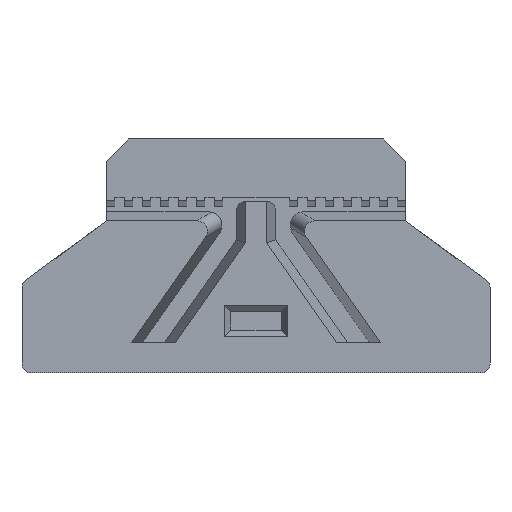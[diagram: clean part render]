
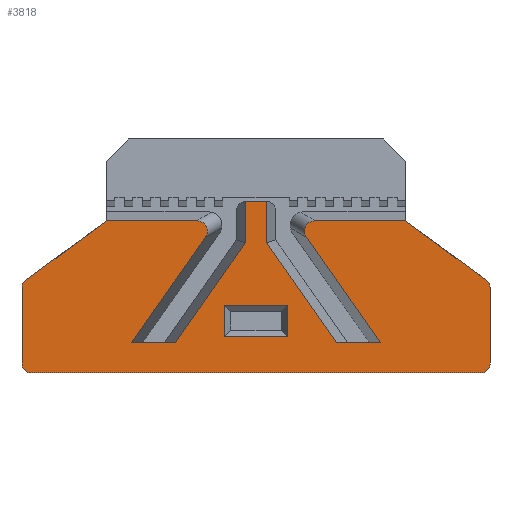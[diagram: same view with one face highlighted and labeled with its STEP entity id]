
A CAD part, front view. The second image highlights one B-rep face of the part: STEP entity #3818.
In plain terms, the highlighted planar face has unit normal (0, -1, 0).
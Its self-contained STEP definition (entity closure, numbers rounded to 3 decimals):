
#25=FACE_BOUND('',#395,.T.);
#40=CIRCLE('',#4062,1.);
#41=CIRCLE('',#4063,1.);
#42=CIRCLE('',#4064,1.);
#43=CIRCLE('',#4065,1.);
#69=ELLIPSE('',#4061,1.335,1.2);
#70=ELLIPSE('',#4066,1.335,1.2);
#180=FACE_OUTER_BOUND('',#394,.T.);
#394=EDGE_LOOP('',(#2724,#2725,#2726,#2727,#2728,#2729,#2730,#2731,#2732,
#2733,#2734,#2735,#2736,#2737,#2738,#2739,#2740,#2741,#2742,#2743,#2744,
#2745));
#395=EDGE_LOOP('',(#2746,#2747,#2748,#2749));
#671=LINE('',#5559,#1168);
#675=LINE('',#5567,#1172);
#680=LINE('',#5576,#1177);
#681=LINE('',#5578,#1178);
#691=LINE('',#5603,#1188);
#692=LINE('',#5605,#1189);
#693=LINE('',#5609,#1190);
#694=LINE('',#5613,#1191);
#695=LINE('',#5617,#1192);
#696=LINE('',#5621,#1193);
#697=LINE('',#5623,#1194);
#698=LINE('',#5627,#1195);
#699=LINE('',#5629,#1196);
#700=LINE('',#5631,#1197);
#701=LINE('',#5633,#1198);
#702=LINE('',#5635,#1199);
#703=LINE('',#5637,#1200);
#704=LINE('',#5639,#1201);
#705=LINE('',#5641,#1202);
#706=LINE('',#5642,#1203);
#1168=VECTOR('',#4501,10.);
#1172=VECTOR('',#4507,10.);
#1177=VECTOR('',#4514,10.);
#1178=VECTOR('',#4517,10.);
#1188=VECTOR('',#4537,10.);
#1189=VECTOR('',#4538,10.);
#1190=VECTOR('',#4541,10.);
#1191=VECTOR('',#4544,10.);
#1192=VECTOR('',#4547,10.);
#1193=VECTOR('',#4550,10.);
#1194=VECTOR('',#4551,10.);
#1195=VECTOR('',#4554,10.);
#1196=VECTOR('',#4555,10.);
#1197=VECTOR('',#4556,10.);
#1198=VECTOR('',#4557,10.);
#1199=VECTOR('',#4558,10.);
#1200=VECTOR('',#4559,10.);
#1201=VECTOR('',#4560,10.);
#1202=VECTOR('',#4561,10.);
#1203=VECTOR('',#4562,10.);
#1636=VERTEX_POINT('',#5557);
#1637=VERTEX_POINT('',#5558);
#1640=VERTEX_POINT('',#5566);
#1643=VERTEX_POINT('',#5574);
#1651=VERTEX_POINT('',#5599);
#1652=VERTEX_POINT('',#5600);
#1653=VERTEX_POINT('',#5602);
#1654=VERTEX_POINT('',#5604);
#1655=VERTEX_POINT('',#5606);
#1656=VERTEX_POINT('',#5608);
#1657=VERTEX_POINT('',#5610);
#1658=VERTEX_POINT('',#5612);
#1659=VERTEX_POINT('',#5614);
#1660=VERTEX_POINT('',#5616);
#1661=VERTEX_POINT('',#5618);
#1662=VERTEX_POINT('',#5620);
#1663=VERTEX_POINT('',#5622);
#1664=VERTEX_POINT('',#5624);
#1665=VERTEX_POINT('',#5626);
#1666=VERTEX_POINT('',#5628);
#1667=VERTEX_POINT('',#5630);
#1668=VERTEX_POINT('',#5632);
#1669=VERTEX_POINT('',#5634);
#1670=VERTEX_POINT('',#5636);
#1671=VERTEX_POINT('',#5638);
#1672=VERTEX_POINT('',#5640);
#2035=EDGE_CURVE('',#1636,#1637,#671,.T.);
#2039=EDGE_CURVE('',#1637,#1640,#675,.T.);
#2044=EDGE_CURVE('',#1643,#1636,#680,.T.);
#2045=EDGE_CURVE('',#1640,#1643,#681,.T.);
#2056=EDGE_CURVE('',#1651,#1652,#69,.T.);
#2057=EDGE_CURVE('',#1653,#1651,#691,.T.);
#2058=EDGE_CURVE('',#1653,#1654,#692,.T.);
#2059=EDGE_CURVE('',#1655,#1654,#40,.T.);
#2060=EDGE_CURVE('',#1656,#1655,#693,.T.);
#2061=EDGE_CURVE('',#1657,#1656,#41,.T.);
#2062=EDGE_CURVE('',#1658,#1657,#694,.T.);
#2063=EDGE_CURVE('',#1659,#1658,#42,.T.);
#2064=EDGE_CURVE('',#1659,#1660,#695,.T.);
#2065=EDGE_CURVE('',#1661,#1660,#43,.T.);
#2066=EDGE_CURVE('',#1662,#1661,#696,.T.);
#2067=EDGE_CURVE('',#1663,#1662,#697,.T.);
#2068=EDGE_CURVE('',#1664,#1663,#70,.T.);
#2069=EDGE_CURVE('',#1665,#1664,#698,.T.);
#2070=EDGE_CURVE('',#1665,#1666,#699,.T.);
#2071=EDGE_CURVE('',#1667,#1666,#700,.T.);
#2072=EDGE_CURVE('',#1668,#1667,#701,.T.);
#2073=EDGE_CURVE('',#1668,#1669,#702,.T.);
#2074=EDGE_CURVE('',#1670,#1669,#703,.T.);
#2075=EDGE_CURVE('',#1671,#1670,#704,.T.);
#2076=EDGE_CURVE('',#1671,#1672,#705,.T.);
#2077=EDGE_CURVE('',#1652,#1672,#706,.T.);
#2724=ORIENTED_EDGE('',*,*,#2056,.F.);
#2725=ORIENTED_EDGE('',*,*,#2057,.F.);
#2726=ORIENTED_EDGE('',*,*,#2058,.T.);
#2727=ORIENTED_EDGE('',*,*,#2059,.F.);
#2728=ORIENTED_EDGE('',*,*,#2060,.F.);
#2729=ORIENTED_EDGE('',*,*,#2061,.F.);
#2730=ORIENTED_EDGE('',*,*,#2062,.F.);
#2731=ORIENTED_EDGE('',*,*,#2063,.F.);
#2732=ORIENTED_EDGE('',*,*,#2064,.T.);
#2733=ORIENTED_EDGE('',*,*,#2065,.F.);
#2734=ORIENTED_EDGE('',*,*,#2066,.F.);
#2735=ORIENTED_EDGE('',*,*,#2067,.F.);
#2736=ORIENTED_EDGE('',*,*,#2068,.F.);
#2737=ORIENTED_EDGE('',*,*,#2069,.F.);
#2738=ORIENTED_EDGE('',*,*,#2070,.T.);
#2739=ORIENTED_EDGE('',*,*,#2071,.F.);
#2740=ORIENTED_EDGE('',*,*,#2072,.F.);
#2741=ORIENTED_EDGE('',*,*,#2073,.T.);
#2742=ORIENTED_EDGE('',*,*,#2074,.F.);
#2743=ORIENTED_EDGE('',*,*,#2075,.F.);
#2744=ORIENTED_EDGE('',*,*,#2076,.T.);
#2745=ORIENTED_EDGE('',*,*,#2077,.F.);
#2746=ORIENTED_EDGE('',*,*,#2035,.F.);
#2747=ORIENTED_EDGE('',*,*,#2044,.F.);
#2748=ORIENTED_EDGE('',*,*,#2045,.F.);
#2749=ORIENTED_EDGE('',*,*,#2039,.F.);
#3635=PLANE('',#4060);
#3818=ADVANCED_FACE('',(#180,#25),#3635,.T.);
#4060=AXIS2_PLACEMENT_3D('',#5598,#4533,#4534);
#4061=AXIS2_PLACEMENT_3D('',#5601,#4535,#4536);
#4062=AXIS2_PLACEMENT_3D('',#5607,#4539,#4540);
#4063=AXIS2_PLACEMENT_3D('',#5611,#4542,#4543);
#4064=AXIS2_PLACEMENT_3D('',#5615,#4545,#4546);
#4065=AXIS2_PLACEMENT_3D('',#5619,#4548,#4549);
#4066=AXIS2_PLACEMENT_3D('',#5625,#4552,#4553);
#4501=DIRECTION('',(-1.,0.,0.));
#4507=DIRECTION('',(0.,0.,-1.));
#4514=DIRECTION('',(0.,0.,1.));
#4517=DIRECTION('',(1.,0.,0.));
#4533=DIRECTION('center_axis',(0.,-1.,0.));
#4534=DIRECTION('ref_axis',(1.,0.,0.));
#4535=DIRECTION('center_axis',(0.,1.,0.));
#4536=DIRECTION('ref_axis',(0.859,0.,0.512));
#4537=DIRECTION('',(1.,0.,0.));
#4538=DIRECTION('',(-0.806,0.,-0.592));
#4539=DIRECTION('center_axis',(0.,1.,0.));
#4540=DIRECTION('ref_axis',(-0.892,0.,0.452));
#4541=DIRECTION('',(0.,0.,1.));
#4542=DIRECTION('center_axis',(0.,1.,0.));
#4543=DIRECTION('ref_axis',(-0.707,0.,-0.707));
#4544=DIRECTION('',(-1.,0.,0.));
#4545=DIRECTION('center_axis',(0.,1.,0.));
#4546=DIRECTION('ref_axis',(0.707,0.,-0.707));
#4547=DIRECTION('',(0.,0.,1.));
#4548=DIRECTION('center_axis',(0.,1.,0.));
#4549=DIRECTION('ref_axis',(0.892,0.,0.452));
#4550=DIRECTION('',(0.806,0.,-0.592));
#4551=DIRECTION('',(1.,0.,0.));
#4552=DIRECTION('center_axis',(0.,1.,0.));
#4553=DIRECTION('ref_axis',(-0.859,0.,0.512));
#4554=DIRECTION('',(-0.574,0.,0.819));
#4555=DIRECTION('',(-1.,0.,0.));
#4556=DIRECTION('',(0.574,0.,-0.819));
#4557=DIRECTION('',(0.,0.,-1.));
#4558=DIRECTION('',(-1.,0.,0.));
#4559=DIRECTION('',(0.,0.,1.));
#4560=DIRECTION('',(0.574,0.,0.819));
#4561=DIRECTION('',(-1.,0.,0.));
#4562=DIRECTION('',(-0.574,0.,-0.819));
#5557=CARTESIAN_POINT('',(23.,-5.5,7.55));
#5558=CARTESIAN_POINT('',(16.,-5.5,7.55));
#5559=CARTESIAN_POINT('',(9.8,-5.5,7.55));
#5566=CARTESIAN_POINT('',(16.,-5.5,4.05));
#5567=CARTESIAN_POINT('',(16.,-5.5,2.375));
#5574=CARTESIAN_POINT('',(23.,-5.5,4.05));
#5576=CARTESIAN_POINT('',(23.,-5.5,3.425));
#5578=CARTESIAN_POINT('',(12.6,-5.5,4.05));
#5598=CARTESIAN_POINT('Origin',(2.9,-5.5,0.));
#5599=CARTESIAN_POINT('',(12.922,-5.5,16.9));
#5600=CARTESIAN_POINT('',(13.863,-5.5,15.047));
#5601=CARTESIAN_POINT('Origin',(12.8,-5.5,15.663));
#5602=CARTESIAN_POINT('',(2.9,-5.5,16.9));
#5603=CARTESIAN_POINT('',(8.55,-5.5,16.9));
#5604=CARTESIAN_POINT('',(-6.092,-5.5,10.3));
#5605=CARTESIAN_POINT('',(2.9,-5.5,16.9));
#5606=CARTESIAN_POINT('',(-6.5,-5.5,9.494));
#5607=CARTESIAN_POINT('Origin',(-5.5,-5.5,9.494));
#5608=CARTESIAN_POINT('',(-6.5,-5.5,1.));
#5609=CARTESIAN_POINT('',(-6.5,-5.5,0.));
#5610=CARTESIAN_POINT('',(-5.5,-5.5,0.));
#5611=CARTESIAN_POINT('Origin',(-5.5,-5.5,1.));
#5612=CARTESIAN_POINT('',(44.5,-5.5,0.));
#5613=CARTESIAN_POINT('',(45.5,-5.5,0.));
#5614=CARTESIAN_POINT('',(45.5,-5.5,1.));
#5615=CARTESIAN_POINT('Origin',(44.5,-5.5,1.));
#5616=CARTESIAN_POINT('',(45.5,-5.5,9.494));
#5617=CARTESIAN_POINT('',(45.5,-5.5,0.));
#5618=CARTESIAN_POINT('',(45.092,-5.5,10.3));
#5619=CARTESIAN_POINT('Origin',(44.5,-5.5,9.494));
#5620=CARTESIAN_POINT('',(36.1,-5.5,16.9));
#5621=CARTESIAN_POINT('',(36.1,-5.5,16.9));
#5622=CARTESIAN_POINT('',(26.078,-5.5,16.9));
#5623=CARTESIAN_POINT('',(19.5,-5.5,16.9));
#5624=CARTESIAN_POINT('',(25.137,-5.5,15.047));
#5625=CARTESIAN_POINT('Origin',(26.2,-5.5,15.663));
#5626=CARTESIAN_POINT('',(33.333,-5.5,3.343));
#5627=CARTESIAN_POINT('',(24.641,-5.5,15.756));
#5628=CARTESIAN_POINT('',(28.449,-5.5,3.343));
#5629=CARTESIAN_POINT('',(17.506,-5.5,3.343));
#5630=CARTESIAN_POINT('',(20.65,-5.5,14.481));
#5631=CARTESIAN_POINT('',(25.233,-5.5,7.936));
#5632=CARTESIAN_POINT('',(20.65,-5.5,19.05));
#5633=CARTESIAN_POINT('',(20.65,-5.5,7.398));
#5634=CARTESIAN_POINT('',(18.35,-5.5,19.05));
#5635=CARTESIAN_POINT('',(12.275,-5.5,19.05));
#5636=CARTESIAN_POINT('',(18.35,-5.5,14.481));
#5637=CARTESIAN_POINT('',(18.35,-5.5,9.525));
#5638=CARTESIAN_POINT('',(10.551,-5.5,3.343));
#5639=CARTESIAN_POINT('',(12.316,-5.5,5.864));
#5640=CARTESIAN_POINT('',(5.667,-5.5,3.343));
#5641=CARTESIAN_POINT('',(6.115,-5.5,3.343));
#5642=CARTESIAN_POINT('',(4.628,-5.5,1.858));
